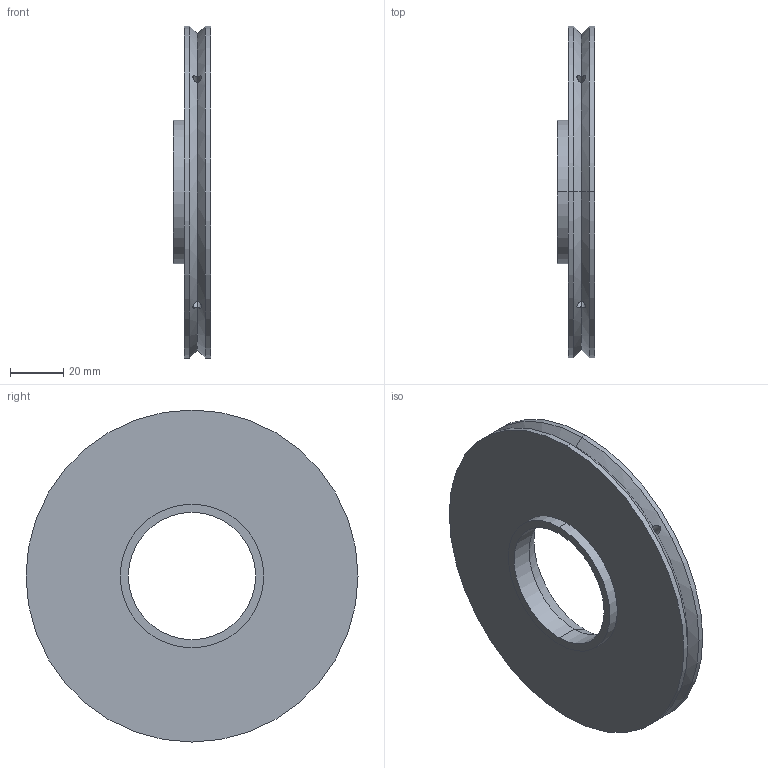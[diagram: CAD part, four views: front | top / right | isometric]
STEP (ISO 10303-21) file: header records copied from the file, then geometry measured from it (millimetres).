
FILE_DESCRIPTION(('STEP AP214'),'1');
FILE_NAME('1006092A.stp','2024-05-22T08:10:40',(' '),(' '),'Spatial InterOp 3D',' ',' ');
FILE_SCHEMA(('AUTOMOTIVE_DESIGN { 1 0 10303 214 1 1 1 1 }'));
Length unit declared in the file: metre
Products named in the file (1): Kreismuster1
Bounding box: 14 x 124.9 x 124.9 mm (x, y, z)
Volume: 100979.1 mm3; surface area: 28566.8 mm2
Topology: 1 solids, 1 shells, 33 faces, 79 edges, 42 vertices
Faces by surface type: cylinder 16, cone 14, plane 3
Entity records: 1092 total; most frequent: CARTESIAN_POINT 314, DIRECTION 165, ORIENTED_EDGE 140, EDGE_CURVE 70, AXIS2_PLACEMENT_3D 67, VERTEX_POINT 40, EDGE_LOOP 36, ADVANCED_FACE 33
